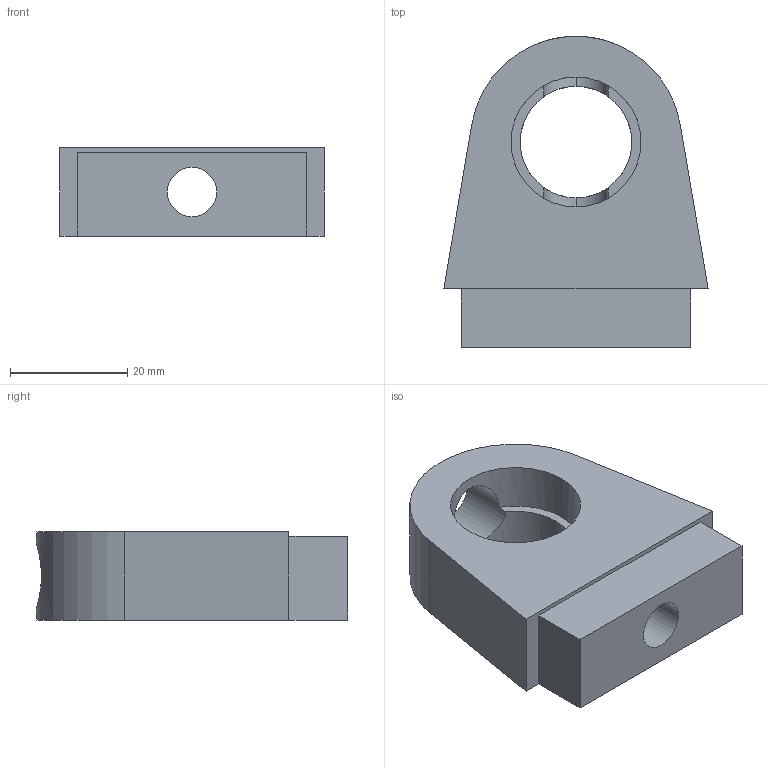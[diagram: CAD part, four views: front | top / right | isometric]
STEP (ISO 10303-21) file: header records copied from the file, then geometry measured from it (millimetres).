
FILE_DESCRIPTION((''),'2;1');
FILE_NAME('FYBUFPR013_003','2025-05-26T20:40:08',('t-gamer'),(''),'CREO PARAMETRIC BY PTC INC, 2024063','CREO PARAMETRIC BY PTC INC, 2024063','');
FILE_SCHEMA(('CONFIG_CONTROL_DESIGN'));
Length unit declared in the file: millimetre
Products named in the file (1): FYBUFPR013_003
Bounding box: 45 x 53 x 15 mm (x, y, z)
Volume: 20622.4 mm3; surface area: 7559.2 mm2
Topology: 1 solids, 1 shells, 23 faces, 66 edges, 44 vertices
Faces by surface type: plane 12, cylinder 11
Entity records: 904 total; most frequent: CARTESIAN_POINT 247, ORIENTED_EDGE 132, DIRECTION 122, EDGE_CURVE 66, VERTEX_POINT 44, AXIS2_PLACEMENT_3D 43, VECTOR 36, LINE 36
